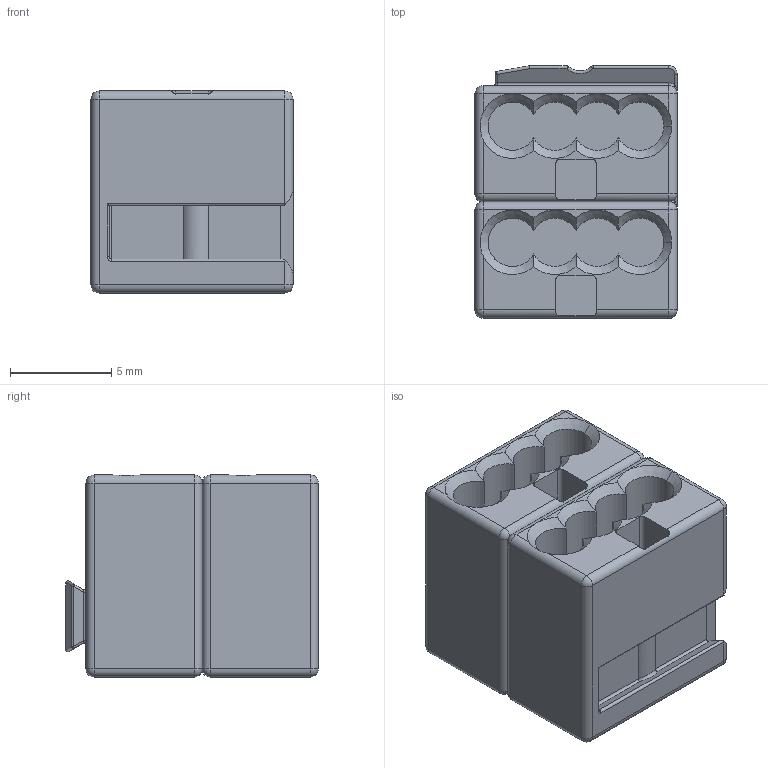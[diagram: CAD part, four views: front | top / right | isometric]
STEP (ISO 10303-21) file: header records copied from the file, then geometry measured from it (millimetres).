
FILE_DESCRIPTION (( 'STEP AP214' ), '1' );
FILE_NAME ('243-211.STEP', '2018-06-13T08:43:21', ( '' ), ( '' ), 'SwSTEP 2.0', 'SolidWorks 2017', '' );
FILE_SCHEMA (( 'AUTOMOTIVE_DESIGN' ));
Length unit declared in the file: millimetre
Products named in the file (1): 243-211
Bounding box: 10 x 12.5 x 10 mm (x, y, z)
Volume: 928.4 mm3; surface area: 1399.8 mm2
Topology: 4 solids, 4 shells, 386 faces, 1002 edges, 600 vertices
Faces by surface type: cylinder 174, plane 126, sphere 38, bspline 30, cone 18
Entity records: 12207 total; most frequent: CARTESIAN_POINT 3085, ORIENTED_EDGE 1952, DIRECTION 1900, EDGE_CURVE 976, AXIS2_PLACEMENT_3D 709, VERTEX_POINT 600, LINE 482, VECTOR 482
